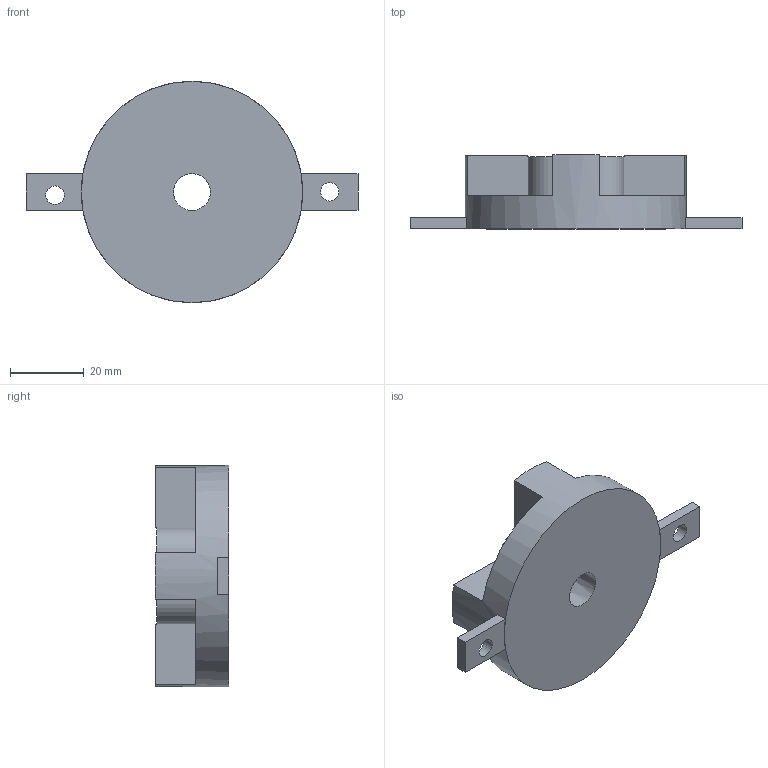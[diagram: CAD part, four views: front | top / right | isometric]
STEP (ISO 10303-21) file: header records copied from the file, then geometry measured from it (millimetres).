
FILE_DESCRIPTION(/* description */ (''),/* implementation_level */ '2;1');
FILE_NAME(/* name */ 'Sample Holder v10.step',/* time_stamp */ '2020-09-04T10:17:08-04:00',/* author */ (''),/* organization */ (''),/* preprocessor_version */ 'ST-DEVELOPER v18.1',/* originating_system */ 'Autodesk Translation Framework v9.3.0.1241',/* authorisation */ '');
FILE_SCHEMA (('AUTOMOTIVE_DESIGN { 1 0 10303 214 3 1 1 }'));
Length unit declared in the file: millimetre
Products named in the file (1): Sample Holder
Bounding box: 90 x 20 x 60 mm (x, y, z)
Volume: 40306 mm3; surface area: 11068.1 mm2
Topology: 1 solids, 1 shells, 41 faces, 105 edges, 67 vertices
Faces by surface type: plane 28, cylinder 11, bspline 2
Full cylindrical faces by diameter (mm): 5 x2, 60 x1
Entity records: 1480 total; most frequent: CARTESIAN_POINT 418, DIRECTION 218, ORIENTED_EDGE 210, EDGE_CURVE 105, AXIS2_PLACEMENT_3D 76, VERTEX_POINT 67, LINE 66, VECTOR 66
